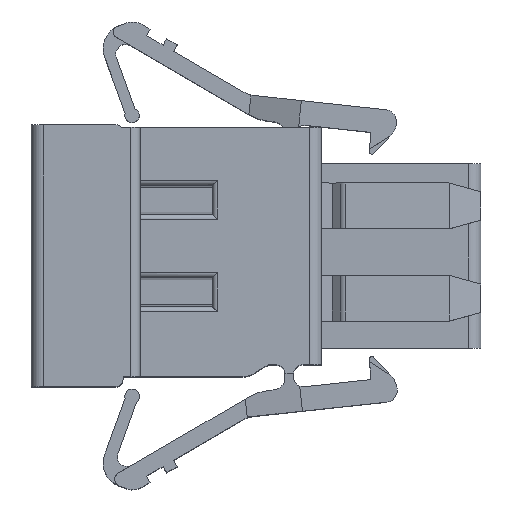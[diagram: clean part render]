
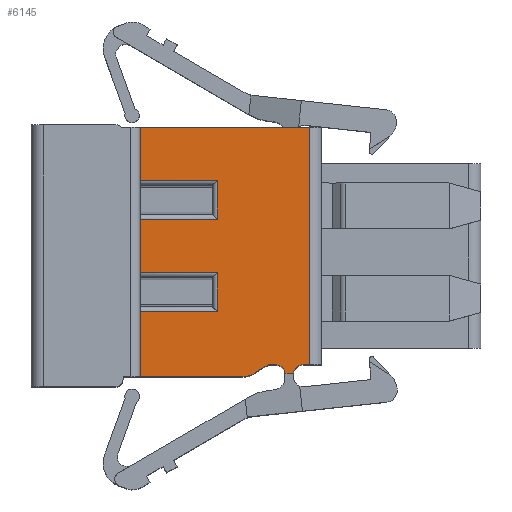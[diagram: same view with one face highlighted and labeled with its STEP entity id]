
A CAD part, top view. The second image highlights one B-rep face of the part: STEP entity #6145.
In plain terms, the highlighted planar face has unit normal (0, 0, 1).
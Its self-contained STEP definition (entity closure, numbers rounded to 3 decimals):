
#947=DIRECTION('',(0.,1.,0.));
#948=VECTOR('',#947,9.83);
#949=CARTESIAN_POINT('',(11.5,-1.02,-0.6));
#950=LINE('',#949,#948);
#951=DIRECTION('',(-1.,0.,0.));
#952=VECTOR('',#951,0.25);
#953=CARTESIAN_POINT('',(11.5,-1.02,-0.6));
#954=LINE('',#953,#952);
#955=CARTESIAN_POINT('',(11.25,-1.42,-0.6));
#956=DIRECTION('',(0.,0.,1.));
#957=DIRECTION('',(0.,1.,0.));
#958=AXIS2_PLACEMENT_3D('',#955,#956,#957);
#960=DIRECTION('',(-1.,0.,0.));
#961=VECTOR('',#960,0.356);
#962=CARTESIAN_POINT('',(10.853,-1.37,-0.6));
#963=LINE('',#962,#961);
#964=CARTESIAN_POINT('',(10.1,-1.42,-0.6));
#965=DIRECTION('',(0.,0.,1.));
#966=DIRECTION('',(0.992,0.125,0.));
#967=AXIS2_PLACEMENT_3D('',#964,#965,#966);
#969=DIRECTION('',(-1.,0.,0.));
#970=VECTOR('',#969,0.3);
#971=CARTESIAN_POINT('',(10.1,-1.02,-0.6));
#972=LINE('',#971,#970);
#973=DIRECTION('',(-0.848,-0.53,0.));
#974=VECTOR('',#973,0.657);
#975=CARTESIAN_POINT('',(9.8,-1.02,-0.6));
#976=LINE('',#975,#974);
#977=CARTESIAN_POINT('',(8.713,-0.52,-0.6));
#978=DIRECTION('',(0.,0.,-1.));
#979=DIRECTION('',(0.53,-0.848,0.));
#980=AXIS2_PLACEMENT_3D('',#977,#978,#979);
#982=DIRECTION('',(-1.,0.,0.));
#983=VECTOR('',#982,4.213);
#984=CARTESIAN_POINT('',(8.713,-1.52,-0.6));
#985=LINE('',#984,#983);
#986=DIRECTION('',(0.,1.,0.));
#987=VECTOR('',#986,2.209);
#988=CARTESIAN_POINT('',(4.5,2.796,-0.6));
#989=LINE('',#988,#987);
#990=DIRECTION('',(1.,0.,0.));
#991=VECTOR('',#990,7.);
#992=CARTESIAN_POINT('',(4.5,8.81,-0.6));
#993=LINE('',#992,#991);
#1108=DIRECTION('',(0.,-1.,0.));
#1109=VECTOR('',#1108,2.705);
#1110=CARTESIAN_POINT('',(4.5,1.185,-0.6));
#1111=LINE('',#1110,#1109);
#1124=DIRECTION('',(0.,-1.,0.));
#1125=VECTOR('',#1124,2.194);
#1126=CARTESIAN_POINT('',(4.5,8.81,-0.6));
#1127=LINE('',#1126,#1125);
#1150=DIRECTION('',(1.,0.,0.));
#1151=VECTOR('',#1150,3.2);
#1152=CARTESIAN_POINT('',(4.5,2.796,-0.6));
#1153=LINE('',#1152,#1151);
#1170=DIRECTION('',(0.,-1.,0.));
#1171=VECTOR('',#1170,1.611);
#1172=CARTESIAN_POINT('',(7.7,2.796,
-0.6));
#1173=LINE('',#1172,#1171);
#1218=DIRECTION('',(-1.,0.,0.));
#1219=VECTOR('',#1218,3.2);
#1220=CARTESIAN_POINT('',(7.7,1.185,
-0.6));
#1221=LINE('',#1220,#1219);
#2214=DIRECTION('',(1.,0.,0.));
#2215=VECTOR('',#2214,3.2);
#2216=CARTESIAN_POINT('',(4.5,6.616,-0.6));
#2217=LINE('',#2216,#2215);
#2234=DIRECTION('',(0.,-1.,0.));
#2235=VECTOR('',#2234,1.611);
#2236=CARTESIAN_POINT('',(7.7,6.616,
-0.6));
#2237=LINE('',#2236,#2235);
#2277=DIRECTION('',(-1.,0.,0.));
#2278=VECTOR('',#2277,3.2);
#2279=CARTESIAN_POINT('',(7.7,5.005,
-0.6));
#2280=LINE('',#2279,#2278);
#4067=CARTESIAN_POINT('',(4.5,8.81,-0.6));
#4068=VERTEX_POINT('',#4067);
#4069=CARTESIAN_POINT('',(4.5,6.616,-0.6));
#4070=VERTEX_POINT('',#4069);
#4079=CARTESIAN_POINT('',(4.5,5.005,-0.6));
#4080=VERTEX_POINT('',#4079);
#4081=CARTESIAN_POINT('',(7.7,5.005,
-0.6));
#4082=VERTEX_POINT('',#4081);
#4083=CARTESIAN_POINT('',(7.7,6.616,
-0.6));
#4084=VERTEX_POINT('',#4083);
#4085=CARTESIAN_POINT('',(11.5,8.81,-0.6));
#4086=VERTEX_POINT('',#4085);
#4709=CARTESIAN_POINT('',(4.5,2.796,-0.6));
#4711=VERTEX_POINT('',#4709);
#4719=CARTESIAN_POINT('',(4.5,1.185,-0.6));
#4720=VERTEX_POINT('',#4719);
#4721=CARTESIAN_POINT('',(4.5,-1.52,-0.6));
#4722=VERTEX_POINT('',#4721);
#4723=CARTESIAN_POINT('',(11.5,-1.02,-0.6));
#4724=CARTESIAN_POINT('',(11.25,-1.02,-0.6));
#4725=VERTEX_POINT('',#4723);
#4726=VERTEX_POINT('',#4724);
#4727=CARTESIAN_POINT('',(10.853,-1.37,-0.6));
#4728=VERTEX_POINT('',#4727);
#4729=CARTESIAN_POINT('',(10.497,-1.37,-0.6));
#4730=VERTEX_POINT('',#4729);
#4731=CARTESIAN_POINT('',(10.1,-1.02,-0.6));
#4732=VERTEX_POINT('',#4731);
#4733=CARTESIAN_POINT('',(9.8,-1.02,-0.6));
#4734=VERTEX_POINT('',#4733);
#4735=CARTESIAN_POINT('',(9.243,-1.368,-0.6));
#4736=VERTEX_POINT('',#4735);
#4737=CARTESIAN_POINT('',(8.713,-1.52,-0.6));
#4738=VERTEX_POINT('',#4737);
#4739=CARTESIAN_POINT('',(7.7,1.185,
-0.6));
#4740=VERTEX_POINT('',#4739);
#4741=CARTESIAN_POINT('',(7.7,2.796,
-0.6));
#4742=VERTEX_POINT('',#4741);
#6103=CARTESIAN_POINT('',(8.,-38.26,-0.6));
#6104=DIRECTION('',(0.,0.,1.));
#6105=DIRECTION('',(1.,0.,0.));
#6106=AXIS2_PLACEMENT_3D('',#6103,#6104,#6105);
#6107=PLANE('',#6106);
#6108=ORIENTED_EDGE('',*,*,#6096,.F.);
#6109=ORIENTED_EDGE('',*,*,#5514,.T.);
#6110=ORIENTED_EDGE('',*,*,#5499,.T.);
#6112=ORIENTED_EDGE('',*,*,#6111,.T.);
#6114=ORIENTED_EDGE('',*,*,#6113,.T.);
#6116=ORIENTED_EDGE('',*,*,#6115,.T.);
#6118=ORIENTED_EDGE('',*,*,#6117,.T.);
#6120=ORIENTED_EDGE('',*,*,#6119,.T.);
#6122=ORIENTED_EDGE('',*,*,#6121,.T.);
#6124=ORIENTED_EDGE('',*,*,#6123,.F.);
#6126=ORIENTED_EDGE('',*,*,#6125,.F.);
#6128=ORIENTED_EDGE('',*,*,#6127,.F.);
#6130=ORIENTED_EDGE('',*,*,#6129,.F.);
#6132=ORIENTED_EDGE('',*,*,#6131,.T.);
#6134=ORIENTED_EDGE('',*,*,#6133,.F.);
#6136=ORIENTED_EDGE('',*,*,#6135,.F.);
#6138=ORIENTED_EDGE('',*,*,#6137,.F.);
#6140=ORIENTED_EDGE('',*,*,#6139,.F.);
#6142=ORIENTED_EDGE('',*,*,#6141,.T.);
#6143=EDGE_LOOP('',(#6108,#6109,#6110,#6112,#6114,#6116,#6118,#6120,#6122,#6124,
#6126,#6128,#6130,#6132,#6134,#6136,#6138,#6140,#6142));
#6144=FACE_OUTER_BOUND('',#6143,.F.);
#959=CIRCLE('',#958,0.4);
#968=CIRCLE('',#967,0.4);
#981=CIRCLE('',#980,1.);
#5499=EDGE_CURVE('',#4726,#4728,#959,.T.);
#5514=EDGE_CURVE('',#4725,#4726,#954,.T.);
#6096=EDGE_CURVE('',#4725,#4086,#950,.T.);
#6111=EDGE_CURVE('',#4728,#4730,#963,.T.);
#6113=EDGE_CURVE('',#4730,#4732,#968,.T.);
#6115=EDGE_CURVE('',#4732,#4734,#972,.T.);
#6117=EDGE_CURVE('',#4734,#4736,#976,.T.);
#6119=EDGE_CURVE('',#4736,#4738,#981,.T.);
#6121=EDGE_CURVE('',#4738,#4722,#985,.T.);
#6123=EDGE_CURVE('',#4720,#4722,#1111,.T.);
#6125=EDGE_CURVE('',#4740,#4720,#1221,.T.);
#6127=EDGE_CURVE('',#4742,#4740,#1173,.T.);
#6129=EDGE_CURVE('',#4711,#4742,#1153,.T.);
#6131=EDGE_CURVE('',#4711,#4080,#989,.T.);
#6133=EDGE_CURVE('',#4082,#4080,#2280,.T.);
#6135=EDGE_CURVE('',#4084,#4082,#2237,.T.);
#6137=EDGE_CURVE('',#4070,#4084,#2217,.T.);
#6139=EDGE_CURVE('',#4068,#4070,#1127,.T.);
#6141=EDGE_CURVE('',#4068,#4086,#993,.T.);
#6145=ADVANCED_FACE('',(#6144),#6107,.T.);
